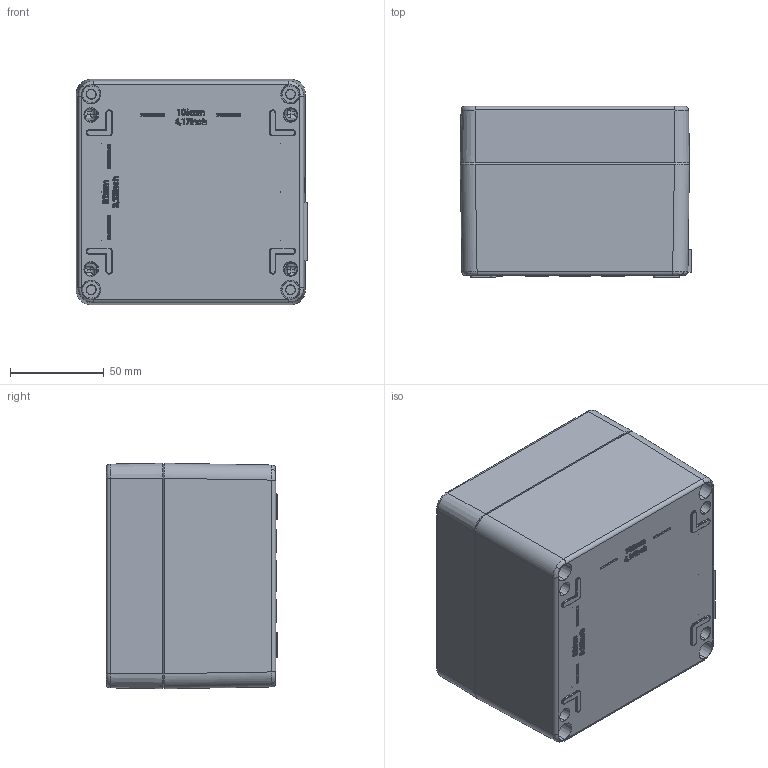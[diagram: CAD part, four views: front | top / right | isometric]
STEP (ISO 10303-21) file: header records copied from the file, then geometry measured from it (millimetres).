
FILE_DESCRIPTION (( 'STEP AP214' ), '1' );
FILE_NAME ('25121209.STEP', '2012-06-14T06:01:15', ( ' ' ), ( '' ), 'SwSTEP 2.0', 'SolidWorks 2011', '' );
FILE_SCHEMA (( 'AUTOMOTIVE_DESIGN' ));
Products named in the file (10): 82014; 93136; 02513; 01151_Bearbeitung_n_ZngNr.:_01-2-011510-01-0; 25121209; 01121209_Ex Ausführung; 83171; 92441; 92081; 95947
Assembly tree (12 placements, depth 3):
  25121209
    92081
    92441
    01121209_Ex Ausführung
      02513
      93136  x4
      01151_Bearbeitung_n_ZngNr.:_01-2-011510-01-0
      82014
    95947
    83171
Bounding box: 123.23 x 91 x 120 mm (x, y, z)
Volume: 364439.7 mm3; surface area: 163315.9 mm2
Topology: 11 solids, 11 shells, 2289 faces, 5341 edges, 2798 vertices
Faces by surface type: bspline 773, cylinder 678, plane 473, sphere 157, cone 154, torus 54
Entity records: 92738 total; most frequent: CARTESIAN_POINT 51200, ORIENTED_EDGE 9518, DIRECTION 7042, EDGE_CURVE 4759, AXIS2_PLACEMENT_3D 2653, VERTEX_POINT 2648, EDGE_LOOP 2307, ADVANCED_FACE 2196
